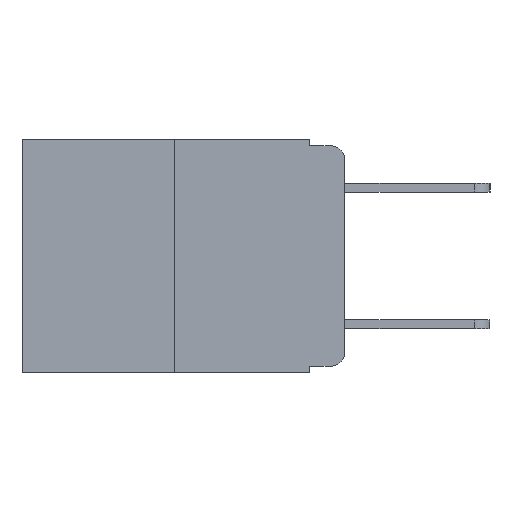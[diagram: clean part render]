
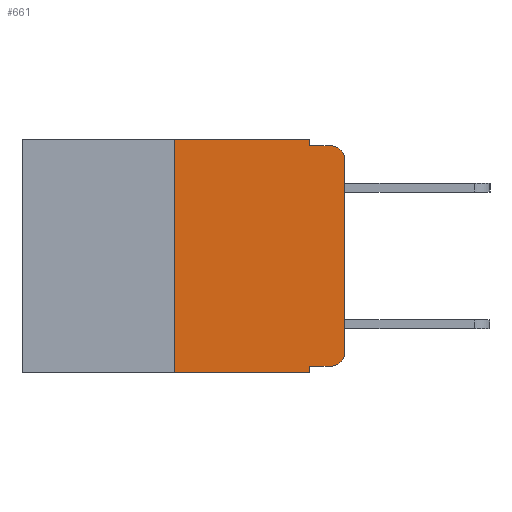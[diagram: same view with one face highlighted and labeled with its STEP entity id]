
A CAD part, left-side view. The second image highlights one B-rep face of the part: STEP entity #661.
In plain terms, the highlighted planar face has unit normal (-1, 0, 0).
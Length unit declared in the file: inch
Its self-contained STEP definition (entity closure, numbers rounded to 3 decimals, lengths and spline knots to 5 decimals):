
#516 = DIRECTION ( 'NONE',  ( 0., -1., 0. ) ) ;
#661 = ADVANCED_FACE ( 'NONE', ( #15210 ), #12691, .F. ) ;
#842 = VERTEX_POINT ( 'NONE', #10702 ) ;
#952 = EDGE_CURVE ( 'NONE', #9739, #10568, #15511, .T. ) ;
#956 = DIRECTION ( 'NONE',  ( 0., -1., 0. ) ) ;
#1021 = EDGE_CURVE ( 'NONE', #10568, #7814, #7942, .T. ) ;
#1045 = DIRECTION ( 'NONE',  ( 0., 0., -1. ) ) ;
#1148 = CARTESIAN_POINT ( 'NONE',  ( 0., 0.051, -0.01 ) ) ;
#1224 = VERTEX_POINT ( 'NONE', #8320 ) ;
#1251 = EDGE_CURVE ( 'NONE', #842, #7814, #2506, .T. ) ;
#1353 = EDGE_CURVE ( 'NONE', #12512, #842, #15655, .T. ) ;
#1472 = EDGE_CURVE ( 'NONE', #7731, #3246, #16165, .T. ) ;
#1539 = EDGE_CURVE ( 'NONE', #7731, #2588, #2012, .T. ) ;
#1615 = CARTESIAN_POINT ( 'NONE',  ( 0., 0.473, 0. ) ) ;
#1657 = EDGE_CURVE ( 'NONE', #1224, #3246, #8505, .T. ) ;
#2012 = LINE ( 'NONE', #5146, #8637 ) ;
#2125 = EDGE_CURVE ( 'NONE', #1224, #11335, #6527, .T. ) ;
#2432 = EDGE_CURVE ( 'NONE', #11335, #9739, #15172, .T. ) ;
#2506 = LINE ( 'NONE', #1148, #12233 ) ;
#2588 = VERTEX_POINT ( 'NONE', #8181 ) ;
#3095 = DIRECTION ( 'NONE',  ( 0., 0., 1. ) ) ;
#3246 = VERTEX_POINT ( 'NONE', #11273 ) ;
#4367 = AXIS2_PLACEMENT_3D ( 'NONE', #13595, #13608, #6441 ) ;
#4573 = AXIS2_PLACEMENT_3D ( 'NONE', #1615, #12909, #12871 ) ;
#4677 = DIRECTION ( 'NONE',  ( 0., -1., 0. ) ) ;
#4754 = CARTESIAN_POINT ( 'NONE',  ( 0., 0., 0. ) ) ;
#5146 = CARTESIAN_POINT ( 'NONE',  ( 0., 0.25, 0. ) ) ;
#5777 = VECTOR ( 'NONE', #3095, 39.37008 ) ;
#5829 = ORIENTED_EDGE ( 'NONE', *, *, #952, .T. ) ;
#5872 = CARTESIAN_POINT ( 'NONE',  ( 0., 0.051, -0.333 ) ) ;
#6441 = DIRECTION ( 'NONE',  ( 0., 0., -1. ) ) ;
#6527 = LINE ( 'NONE', #5872, #12231 ) ;
#6686 = ORIENTED_EDGE ( 'NONE', *, *, #1021, .T. ) ;
#6862 = AXIS2_PLACEMENT_3D ( 'NONE', #12749, #14885, #12442 ) ;
#6876 = ORIENTED_EDGE ( 'NONE', *, *, #1251, .F. ) ;
#6948 = ORIENTED_EDGE ( 'NONE', *, *, #1353, .F. ) ;
#6999 = CARTESIAN_POINT ( 'NONE',  ( 0., 0., -0.03 ) ) ;
#7118 = CARTESIAN_POINT ( 'NONE',  ( 0., 0.473, -0.343 ) ) ;
#7361 = ORIENTED_EDGE ( 'NONE', *, *, #8370, .F. ) ;
#7572 = CARTESIAN_POINT ( 'NONE',  ( 0., 0.051, 0. ) ) ;
#7731 = VERTEX_POINT ( 'NONE', #8932 ) ;
#7814 = VERTEX_POINT ( 'NONE', #11556 ) ;
#7942 = CIRCLE ( 'NONE', #6862, 0.02 ) ;
#8069 = ORIENTED_EDGE ( 'NONE', *, *, #1539, .F. ) ;
#8181 = CARTESIAN_POINT ( 'NONE',  ( 0., 0.25, 0. ) ) ;
#8320 = CARTESIAN_POINT ( 'NONE',  ( 0., 0.051, -0.333 ) ) ;
#8370 = EDGE_CURVE ( 'NONE', #2588, #12512, #13816, .T. ) ;
#8505 = LINE ( 'NONE', #14210, #14341 ) ;
#8637 = VECTOR ( 'NONE', #9358, 39.37008 ) ;
#8652 = ORIENTED_EDGE ( 'NONE', *, *, #1472, .T. ) ;
#8655 = DIRECTION ( 'NONE',  ( 0., -1., 0. ) ) ;
#8923 = ORIENTED_EDGE ( 'NONE', *, *, #1657, .F. ) ;
#8932 = CARTESIAN_POINT ( 'NONE',  ( 0., 0.25, -0.343 ) ) ;
#9070 = ORIENTED_EDGE ( 'NONE', *, *, #2125, .T. ) ;
#9358 = DIRECTION ( 'NONE',  ( 0., 0., 1. ) ) ;
#9735 = ORIENTED_EDGE ( 'NONE', *, *, #2432, .T. ) ;
#9739 = VERTEX_POINT ( 'NONE', #10525 ) ;
#10525 = CARTESIAN_POINT ( 'NONE',  ( 0., 0., -0.313 ) ) ;
#10568 = VERTEX_POINT ( 'NONE', #6999 ) ;
#10702 = CARTESIAN_POINT ( 'NONE',  ( 0., 0.051, -0.01 ) ) ;
#11273 = CARTESIAN_POINT ( 'NONE',  ( 0., 0.051, -0.343 ) ) ;
#11335 = VERTEX_POINT ( 'NONE', #14586 ) ;
#11412 = EDGE_LOOP ( 'NONE', ( #5829, #6686, #6876, #6948, #7361, #8069, #8652, #8923, #9070, #9735 ) ) ;
#11556 = CARTESIAN_POINT ( 'NONE',  ( 0., 0.02, -0.01 ) ) ;
#12231 = VECTOR ( 'NONE', #4677, 39.37008 ) ;
#12233 = VECTOR ( 'NONE', #956, 39.37008 ) ;
#12442 = DIRECTION ( 'NONE',  ( 0., 0., -1. ) ) ;
#12512 = VERTEX_POINT ( 'NONE', #14810 ) ;
#12604 = DIRECTION ( 'NONE',  ( 0., 0., -1. ) ) ;
#12691 = PLANE ( 'NONE',  #4573 ) ;
#12749 = CARTESIAN_POINT ( 'NONE',  ( 0., 0.02, -0.03 ) ) ;
#12790 = VECTOR ( 'NONE', #12604, 39.37008 ) ;
#12871 = DIRECTION ( 'NONE',  ( 0., 0., -1. ) ) ;
#12909 = DIRECTION ( 'NONE',  ( 1., 0., 0. ) ) ;
#13301 = VECTOR ( 'NONE', #516, 39.37008 ) ;
#13595 = CARTESIAN_POINT ( 'NONE',  ( 0., 0.02, -0.313 ) ) ;
#13608 = DIRECTION ( 'NONE',  ( -1., 0., 0. ) ) ;
#13816 = LINE ( 'NONE', #15546, #14144 ) ;
#14144 = VECTOR ( 'NONE', #8655, 39.37008 ) ;
#14210 = CARTESIAN_POINT ( 'NONE',  ( 0., 0.051, 0. ) ) ;
#14341 = VECTOR ( 'NONE', #1045, 39.37008 ) ;
#14586 = CARTESIAN_POINT ( 'NONE',  ( 0., 0.02, -0.333 ) ) ;
#14810 = CARTESIAN_POINT ( 'NONE',  ( 0., 0.051, 0. ) ) ;
#14885 = DIRECTION ( 'NONE',  ( -1., 0., 0. ) ) ;
#15172 = CIRCLE ( 'NONE', #4367, 0.02 ) ;
#15210 = FACE_OUTER_BOUND ( 'NONE', #11412, .T. ) ;
#15511 = LINE ( 'NONE', #4754, #5777 ) ;
#15546 = CARTESIAN_POINT ( 'NONE',  ( 0., 0.473, 0. ) ) ;
#15655 = LINE ( 'NONE', #7572, #12790 ) ;
#16165 = LINE ( 'NONE', #7118, #13301 ) ;
